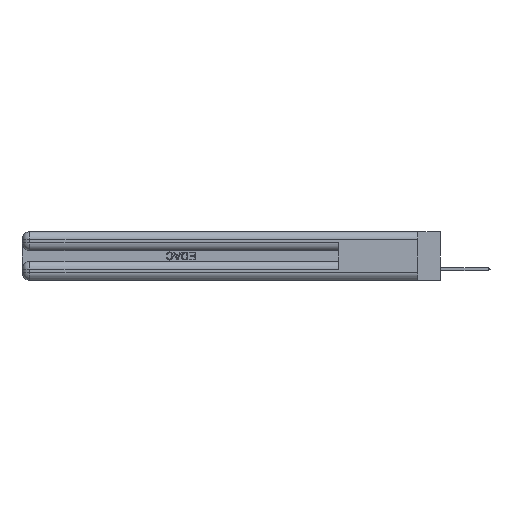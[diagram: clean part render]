
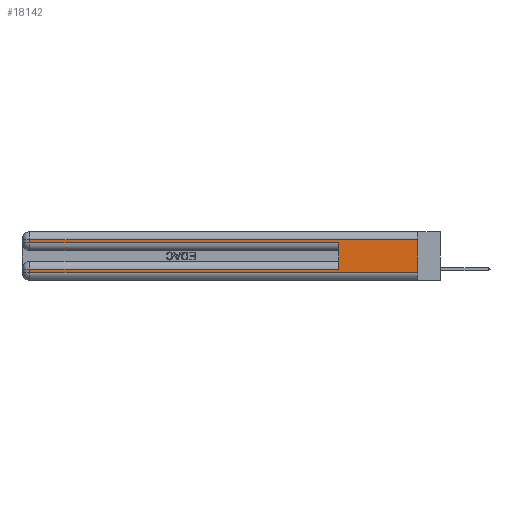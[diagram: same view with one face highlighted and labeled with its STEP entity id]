
A CAD part, left-side view. The second image highlights one B-rep face of the part: STEP entity #18142.
In plain terms, the highlighted planar face has unit normal (-1, 0, 0).
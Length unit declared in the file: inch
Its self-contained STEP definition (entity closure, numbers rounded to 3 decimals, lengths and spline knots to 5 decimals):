
#262 = FACE_OUTER_BOUND ( 'NONE', #2483, .T. ) ;
#615 = EDGE_CURVE ( 'NONE', #32495, #16589, #38541, .T. ) ;
#934 = EDGE_CURVE ( 'NONE', #33335, #30459, #26969, .T. ) ;
#1019 = VECTOR ( 'NONE', #18266, 39.37008 ) ;
#1911 = CARTESIAN_POINT ( 'NONE',  ( 0., 0., 0.06 ) ) ;
#2394 = LINE ( 'NONE', #1911, #1019 ) ;
#2483 = EDGE_LOOP ( 'NONE', ( #44967, #18912, #12944, #38935, #16957, #19936, #38004, #6514 ) ) ;
#3858 = LINE ( 'NONE', #21313, #18445 ) ;
#6514 = ORIENTED_EDGE ( 'NONE', *, *, #49187, .T. ) ;
#7783 = DIRECTION ( 'NONE',  ( 0., 0., -1. ) ) ;
#8220 = DIRECTION ( 'NONE',  ( 0., -1., 0. ) ) ;
#9219 = LINE ( 'NONE', #48888, #12407 ) ;
#10003 = CARTESIAN_POINT ( 'NONE',  ( 0., 2.94, 0.31 ) ) ;
#11493 = CARTESIAN_POINT ( 'NONE',  ( 0., 0., 0.37 ) ) ;
#12225 = VECTOR ( 'NONE', #30970, 39.37008 ) ;
#12407 = VECTOR ( 'NONE', #23987, 39.37008 ) ;
#12944 = ORIENTED_EDGE ( 'NONE', *, *, #38588, .T. ) ;
#14946 = CARTESIAN_POINT ( 'NONE',  ( 0., 2.94, 0.37 ) ) ;
#16567 = DIRECTION ( 'NONE',  ( 0., 0., -1. ) ) ;
#16589 = VERTEX_POINT ( 'NONE', #50805 ) ;
#16879 = DIRECTION ( 'NONE',  ( 0., 1., 0. ) ) ;
#16957 = ORIENTED_EDGE ( 'NONE', *, *, #934, .F. ) ;
#17352 = VERTEX_POINT ( 'NONE', #41483 ) ;
#18142 = ADVANCED_FACE ( 'NONE', ( #262 ), #19333, .F. ) ;
#18266 = DIRECTION ( 'NONE',  ( 0., -1., 0. ) ) ;
#18445 = VECTOR ( 'NONE', #16879, 39.37008 ) ;
#18912 = ORIENTED_EDGE ( 'NONE', *, *, #47833, .T. ) ;
#19333 = PLANE ( 'NONE',  #30943 ) ;
#19936 = ORIENTED_EDGE ( 'NONE', *, *, #37851, .T. ) ;
#20731 = CARTESIAN_POINT ( 'NONE',  ( 0., 2.94, 0.285 ) ) ;
#21313 = CARTESIAN_POINT ( 'NONE',  ( 0., 0., 0.31 ) ) ;
#23803 = VECTOR ( 'NONE', #16567, 39.37008 ) ;
#23962 = VERTEX_POINT ( 'NONE', #10003 ) ;
#23987 = DIRECTION ( 'NONE',  ( 0., 1., 0. ) ) ;
#25100 = CARTESIAN_POINT ( 'NONE',  ( 0., 2.94, 0.37 ) ) ;
#26243 = EDGE_CURVE ( 'NONE', #17352, #51787, #29445, .T. ) ;
#26429 = LINE ( 'NONE', #25100, #34755 ) ;
#26969 = LINE ( 'NONE', #35494, #12225 ) ;
#27865 = DIRECTION ( 'NONE',  ( 0., 0., -1. ) ) ;
#28243 = CARTESIAN_POINT ( 'NONE',  ( 0., 0., 0.06 ) ) ;
#29445 = LINE ( 'NONE', #43140, #23803 ) ;
#30459 = VERTEX_POINT ( 'NONE', #38710 ) ;
#30847 = DIRECTION ( 'NONE',  ( 0., 0., -1. ) ) ;
#30943 = AXIS2_PLACEMENT_3D ( 'NONE', #11493, #35681, #7783 ) ;
#30970 = DIRECTION ( 'NONE',  ( 0., 0., 1. ) ) ;
#32468 = VECTOR ( 'NONE', #8220, 39.37008 ) ;
#32495 = VERTEX_POINT ( 'NONE', #36061 ) ;
#33335 = VERTEX_POINT ( 'NONE', #37124 ) ;
#34755 = VECTOR ( 'NONE', #27865, 39.37008 ) ;
#35494 = CARTESIAN_POINT ( 'NONE',  ( 0., 0.6, 0.145 ) ) ;
#35681 = DIRECTION ( 'NONE',  ( 1., 0., 0. ) ) ;
#36061 = CARTESIAN_POINT ( 'NONE',  ( 0., 2.94, 0.085 ) ) ;
#37124 = CARTESIAN_POINT ( 'NONE',  ( 0., 0.6, 0.085 ) ) ;
#37851 = EDGE_CURVE ( 'NONE', #33335, #32495, #9219, .T. ) ;
#38004 = ORIENTED_EDGE ( 'NONE', *, *, #615, .T. ) ;
#38541 = LINE ( 'NONE', #14946, #41099 ) ;
#38588 = EDGE_CURVE ( 'NONE', #23962, #46526, #26429, .T. ) ;
#38710 = CARTESIAN_POINT ( 'NONE',  ( 0., 0.6, 0.285 ) ) ;
#38935 = ORIENTED_EDGE ( 'NONE', *, *, #48931, .T. ) ;
#41099 = VECTOR ( 'NONE', #30847, 39.37008 ) ;
#41260 = CARTESIAN_POINT ( 'NONE',  ( 0., 0., 0.285 ) ) ;
#41483 = CARTESIAN_POINT ( 'NONE',  ( 0., 0., 0.31 ) ) ;
#43140 = CARTESIAN_POINT ( 'NONE',  ( 0., 0., 0.37 ) ) ;
#43403 = LINE ( 'NONE', #41260, #32468 ) ;
#44967 = ORIENTED_EDGE ( 'NONE', *, *, #26243, .F. ) ;
#46526 = VERTEX_POINT ( 'NONE', #20731 ) ;
#47833 = EDGE_CURVE ( 'NONE', #17352, #23962, #3858, .T. ) ;
#48888 = CARTESIAN_POINT ( 'NONE',  ( 0., 0., 0.085 ) ) ;
#48931 = EDGE_CURVE ( 'NONE', #46526, #30459, #43403, .T. ) ;
#49187 = EDGE_CURVE ( 'NONE', #16589, #51787, #2394, .T. ) ;
#50805 = CARTESIAN_POINT ( 'NONE',  ( 0., 2.94, 0.06 ) ) ;
#51787 = VERTEX_POINT ( 'NONE', #28243 ) ;
